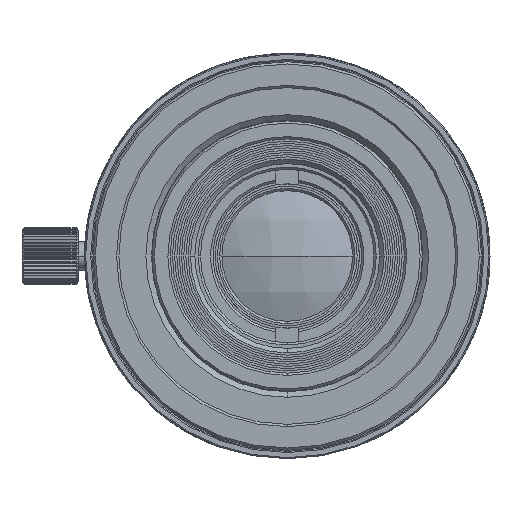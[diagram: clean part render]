
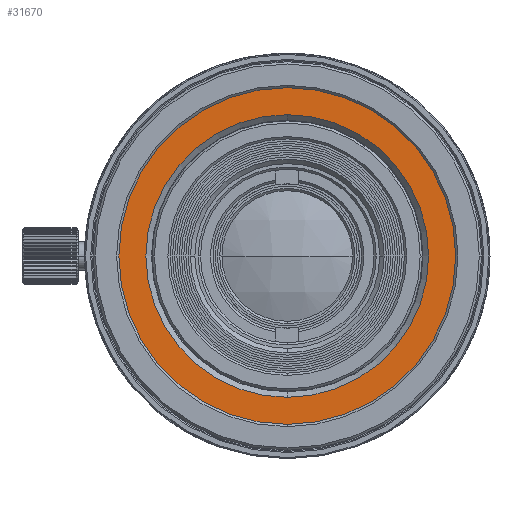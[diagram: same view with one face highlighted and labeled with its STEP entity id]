
A CAD part, left-side view. The second image highlights one B-rep face of the part: STEP entity #31670.
In plain terms, the highlighted face is planar.
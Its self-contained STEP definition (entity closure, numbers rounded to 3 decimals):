
#6486 = AXIS2_PLACEMENT_3D ( 'NONE', #23618, #47604, #15978 ) ;
#8234 = CARTESIAN_POINT ( 'NONE',  ( 0., 0., 4. ) ) ;
#9162 = CARTESIAN_POINT ( 'NONE',  ( 0., -15.45, 4. ) ) ;
#9291 = DIRECTION ( 'NONE',  ( 0., 0., 1. ) ) ;
#9562 = AXIS2_PLACEMENT_3D ( 'NONE', #96757, #96220, #80953 ) ;
#11428 = CARTESIAN_POINT ( 'NONE',  ( 0., -12.55, 4. ) ) ;
#14379 = FACE_OUTER_BOUND ( 'NONE', #75586, .T. ) ;
#14906 = AXIS2_PLACEMENT_3D ( 'NONE', #8234, #9291, #82808 ) ;
#15978 = DIRECTION ( 'NONE',  ( 1., 0., 0. ) ) ;
#15994 = CARTESIAN_POINT ( 'NONE',  ( 0., 0., 4. ) ) ;
#16559 = CIRCLE ( 'NONE', #9562, 15.45 ) ;
#22700 = DIRECTION ( 'NONE',  ( 0., 1., 0. ) ) ;
#23618 = CARTESIAN_POINT ( 'NONE',  ( 0., 0., 4. ) ) ;
#23685 = VERTEX_POINT ( 'NONE', #39886 ) ;
#30695 = FACE_BOUND ( 'NONE', #72736, .T. ) ;
#31670 = ADVANCED_FACE ( 'NONE', ( #14379, #30695 ), #56852, .T. ) ;
#39886 = CARTESIAN_POINT ( 'NONE',  ( 0., 12.55, 4. ) ) ;
#41735 = EDGE_CURVE ( 'NONE', #102982, #23685, #86261, .T. ) ;
#44126 = AXIS2_PLACEMENT_3D ( 'NONE', #74264, #64089, #22700 ) ;
#47604 = DIRECTION ( 'NONE',  ( 0., 0., 1. ) ) ;
#52826 = CIRCLE ( 'NONE', #44126, 15.45 ) ;
#54325 = CARTESIAN_POINT ( 'NONE',  ( 0., 15.45, 4. ) ) ;
#56852 = PLANE ( 'NONE',  #6486 ) ;
#57940 = AXIS2_PLACEMENT_3D ( 'NONE', #15994, #65552, #63953 ) ;
#58242 = VERTEX_POINT ( 'NONE', #54325 ) ;
#63953 = DIRECTION ( 'NONE',  ( 0., 1., 0. ) ) ;
#63971 = ORIENTED_EDGE ( 'NONE', *, *, #41735, .F. ) ;
#64089 = DIRECTION ( 'NONE',  ( 0., 0., -1. ) ) ;
#65552 = DIRECTION ( 'NONE',  ( 0., 0., 1. ) ) ;
#72579 = ORIENTED_EDGE ( 'NONE', *, *, #85755, .F. ) ;
#72736 = EDGE_LOOP ( 'NONE', ( #97631, #63971 ) ) ;
#74264 = CARTESIAN_POINT ( 'NONE',  ( 0., 0., 4. ) ) ;
#75586 = EDGE_LOOP ( 'NONE', ( #72579, #106319 ) ) ;
#77930 = EDGE_CURVE ( 'NONE', #23685, #102982, #83944, .T. ) ;
#78920 = EDGE_CURVE ( 'NONE', #58242, #92226, #52826, .T. ) ;
#80953 = DIRECTION ( 'NONE',  ( 0., -1., 0. ) ) ;
#82808 = DIRECTION ( 'NONE',  ( 0., -1., 0. ) ) ;
#83944 = CIRCLE ( 'NONE', #57940, 12.55 ) ;
#85755 = EDGE_CURVE ( 'NONE', #92226, #58242, #16559, .T. ) ;
#86261 = CIRCLE ( 'NONE', #14906, 12.55 ) ;
#92226 = VERTEX_POINT ( 'NONE', #9162 ) ;
#96220 = DIRECTION ( 'NONE',  ( 0., 0., -1. ) ) ;
#96757 = CARTESIAN_POINT ( 'NONE',  ( 0., 0., 4. ) ) ;
#97631 = ORIENTED_EDGE ( 'NONE', *, *, #77930, .F. ) ;
#102982 = VERTEX_POINT ( 'NONE', #11428 ) ;
#106319 = ORIENTED_EDGE ( 'NONE', *, *, #78920, .F. ) ;
